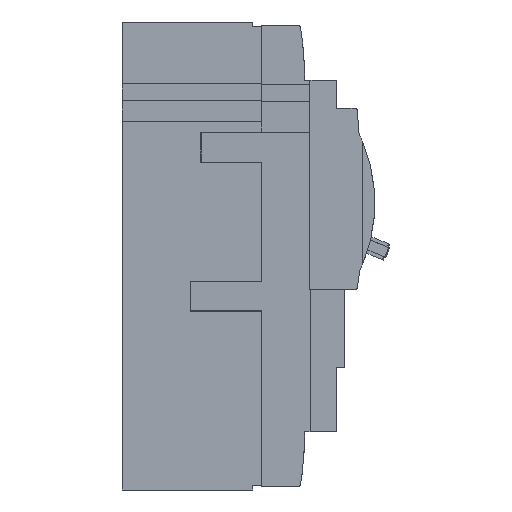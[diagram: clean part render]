
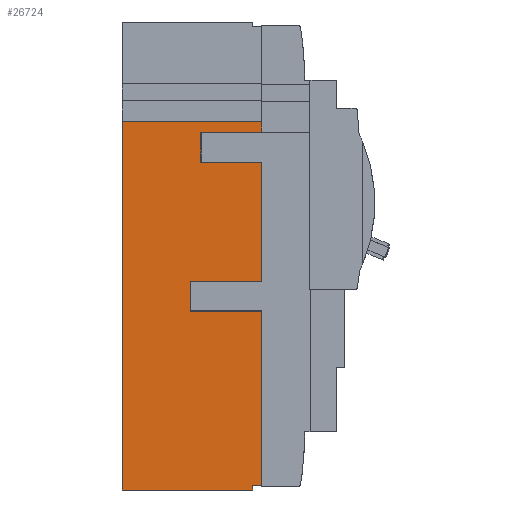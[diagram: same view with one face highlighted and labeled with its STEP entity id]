
A CAD part, left-side view. The second image highlights one B-rep face of the part: STEP entity #26724.
In plain terms, the highlighted planar face has unit normal (-1, 0, 0).
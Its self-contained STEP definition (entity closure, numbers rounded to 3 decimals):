
#12552=EDGE_CURVE('',#36698,#18414,#37112,.T.);
#13662=VERTEX_POINT('',#38325);
#15720=EDGE_CURVE('',#36218,#17906,#40588,.T.);
#17906=VERTEX_POINT('',#42965);
#17998=EDGE_CURVE('',#35012,#17906,#43066,.T.);
#18414=VERTEX_POINT('',#43520);
#18892=VERTEX_POINT('',#44039);
#20422=EDGE_CURVE('',#13662,#34582,#45722,.T.);
#22076=VERTEX_POINT('',#47528);
#22554=EDGE_CURVE('',#18892,#35012,#48056,.T.);
#22680=VERTEX_POINT('',#48198);
#23426=EDGE_CURVE('',#22076,#34582,#49030,.T.);
#23694=VERTEX_POINT('',#49325);
#24150=EDGE_CURVE('',#34862,#25120,#49854,.T.);
#25028=EDGE_CURVE('',#18414,#36218,#50825,.T.);
#25120=VERTEX_POINT('',#50923);
#26724=ADVANCED_FACE('',(#52680),#52681,.F.);
#27822=EDGE_CURVE('',#18892,#22680,#53884,.T.);
#28250=EDGE_CURVE('',#32150,#23694,#54348,.T.);
#30790=EDGE_CURVE('',#23694,#22076,#57127,.T.);
#32150=VERTEX_POINT('',#58610);
#34582=VERTEX_POINT('',#61262);
#34852=EDGE_CURVE('',#13662,#36698,#61564,.T.);
#34862=VERTEX_POINT('',#61574);
#34976=EDGE_CURVE('',#32150,#25120,#61699,.T.);
#35012=VERTEX_POINT('',#61741);
#35448=EDGE_CURVE('',#22680,#34862,#62217,.T.);
#36218=VERTEX_POINT('',#63060);
#36698=VERTEX_POINT('',#63593);
#37112=LINE('',#64109,#64110);
#38325=CARTESIAN_POINT('',(-52.45,-54.,-88.905));
#40588=LINE('',#69068,#69069);
#42965=CARTESIAN_POINT('',(-52.45,0.0,51.995));
#43066=LINE('',#72724,#72725);
#43520=CARTESIAN_POINT('',(-52.45,-50.5,-90.505));
#44039=CARTESIAN_POINT('',(-52.45,-53.999,47.795));
#45722=LINE('',#76566,#76567);
#47528=CARTESIAN_POINT('',(-52.45,-26.4,-21.305));
#48056=LINE('',#79975,#79976);
#48198=CARTESIAN_POINT('',(-52.45,-30.4,47.795));
#49030=LINE('',#81332,#81333);
#49325=CARTESIAN_POINT('',(-52.45,-26.4,-9.705));
#49854=LINE('',#82477,#82478);
#50825=LINE('',#83849,#83850);
#50923=CARTESIAN_POINT('',(-52.45,-54.,36.195));
#52680=FACE_OUTER_BOUND('',#86519,.T.);
#52681=PLANE('',#86520);
#53884=LINE('',#88216,#88217);
#54348=LINE('',#88935,#88936);
#57127=LINE('',#92896,#92897);
#58610=CARTESIAN_POINT('',(-52.45,-54.,-9.705));
#61262=CARTESIAN_POINT('',(-52.45,-54.,-21.305));
#61564=LINE('',#99280,#99281);
#61574=CARTESIAN_POINT('',(-52.45,-30.4,36.195));
#61699=LINE('',#99480,#99481);
#61741=CARTESIAN_POINT('',(-52.45,-53.999,51.995));
#62217=LINE('',#100234,#100235);
#63060=CARTESIAN_POINT('',(-52.45,0.0,-90.505));
#63593=CARTESIAN_POINT('',(-52.45,-50.5,-88.905));
#64109=CARTESIAN_POINT('',(-52.45,-50.5,-88.905));
#64110=VECTOR('',#102917,1.0);
#69068=CARTESIAN_POINT('',(-52.45,0.0,-90.505));
#69069=VECTOR('',#106541,1.0);
#72724=CARTESIAN_POINT('',(-52.45,-12.744,51.995));
#72725=VECTOR('',#109088,1.0);
#76566=CARTESIAN_POINT('',(-52.45,-54.,-43.521));
#76567=VECTOR('',#111932,1.0);
#79975=CARTESIAN_POINT('',(-52.45,-53.999,26.979));
#79976=VECTOR('',#114365,1.0);
#81332=CARTESIAN_POINT('',(-52.45,-26.4,-21.305));
#81333=VECTOR('',#115602,1.0);
#82477=CARTESIAN_POINT('',(-52.45,-30.4,36.195));
#82478=VECTOR('',#116779,1.0);
#83849=CARTESIAN_POINT('',(-52.45,-50.5,-90.505));
#83850=VECTOR('',#117804,1.0);
#86519=EDGE_LOOP('',(#119680,#119681,#119682,#119683,#119684,#119685,#119686,#119687,#119688,#119689,#119690,#119691,#119692,#119693));
#86520=AXIS2_PLACEMENT_3D('',#119694,#119695,#119696);
#88216=CARTESIAN_POINT('',(-52.45,-54.0,47.795));
#88217=VECTOR('',#121033,1.0);
#88935=CARTESIAN_POINT('',(-52.45,-54.0,-9.705));
#88936=VECTOR('',#121489,1.0);
#92896=CARTESIAN_POINT('',(-52.45,-26.4,-9.705));
#92897=VECTOR('',#124402,1.0);
#99280=CARTESIAN_POINT('',(-52.45,-54.0,-88.905));
#99281=VECTOR('',#129131,1.0);
#99480=CARTESIAN_POINT('',(-52.45,-54.,-3.921));
#99481=VECTOR('',#129265,1.0);
#100234=CARTESIAN_POINT('',(-52.45,-30.4,47.795));
#100235=VECTOR('',#129837,1.0);
#102917=DIRECTION('',(0.0,0.0,-1.0));
#106541=DIRECTION('',(0.0,0.0,1.0));
#109088=DIRECTION('',(-0.0,1.0,0.0));
#111932=DIRECTION('',(0.0,0.0,1.0));
#114365=DIRECTION('',(0.0,0.0,1.0));
#115602=DIRECTION('',(0.0,-1.0,0.0));
#116779=DIRECTION('',(0.0,-1.0,0.0));
#117804=DIRECTION('',(0.0,1.0,0.0));
#119680=ORIENTED_EDGE('',*,*,#20422,.T.);
#119681=ORIENTED_EDGE('',*,*,#23426,.F.);
#119682=ORIENTED_EDGE('',*,*,#30790,.F.);
#119683=ORIENTED_EDGE('',*,*,#28250,.F.);
#119684=ORIENTED_EDGE('',*,*,#34976,.T.);
#119685=ORIENTED_EDGE('',*,*,#24150,.F.);
#119686=ORIENTED_EDGE('',*,*,#35448,.F.);
#119687=ORIENTED_EDGE('',*,*,#27822,.F.);
#119688=ORIENTED_EDGE('',*,*,#22554,.T.);
#119689=ORIENTED_EDGE('',*,*,#17998,.T.);
#119690=ORIENTED_EDGE('',*,*,#15720,.F.);
#119691=ORIENTED_EDGE('',*,*,#25028,.F.);
#119692=ORIENTED_EDGE('',*,*,#12552,.F.);
#119693=ORIENTED_EDGE('',*,*,#34852,.F.);
#119694=CARTESIAN_POINT('',(-52.45,-28.469,1.963));
#119695=DIRECTION('',(1.0,0.0,0.0));
#119696=DIRECTION('',(0.0,1.0,0.0));
#121033=DIRECTION('',(0.0,1.0,0.0));
#121489=DIRECTION('',(0.0,1.0,0.0));
#124402=DIRECTION('',(0.0,0.0,-1.0));
#129131=DIRECTION('',(0.0,1.0,0.0));
#129265=DIRECTION('',(0.0,0.0,1.0));
#129837=DIRECTION('',(0.0,0.0,-1.0));
